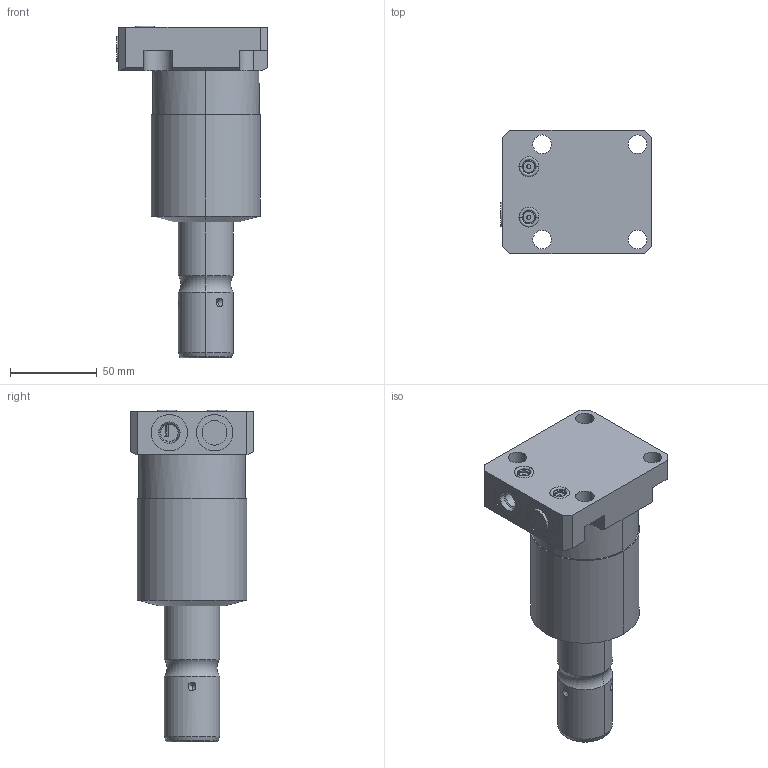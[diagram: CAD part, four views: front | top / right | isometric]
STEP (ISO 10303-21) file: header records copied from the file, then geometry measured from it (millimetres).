
FILE_DESCRIPTION((''),'2;1');
FILE_NAME('ILC14271802','2011-07-23T',('jdw'),(''),'PRO/ENGINEER BY PARAMETRIC TECHNOLOGY CORPORATION, 2007460','PRO/ENGINEER BY PARAMETRIC TECHNOLOGY CORPORATION, 2007460','');
FILE_SCHEMA(('AUTOMOTIVE_DESIGN_CC2 { 1 2 10303 214 -1 1 5 2 }'));
Length unit declared in the file: inch
Products named in the file (1): ILC14271802
Bounding box: 86.77 x 70.87 x 190.55 mm (x, y, z)
Volume: 454325.8 mm3; surface area: 47651 mm2
Topology: 1 solids, 1 shells, 135 faces, 327 edges, 201 vertices
Faces by surface type: plane 55, cylinder 50, cone 18, torus 12
Entity records: 5345 total; most frequent: CARTESIAN_POINT 773, DIRECTION 719, ORIENTED_EDGE 642, PRESENTATION_STYLE_ASSIGNMENT 341, STYLED_ITEM 322, CURVE_STYLE 321, EDGE_CURVE 321, AXIS2_PLACEMENT_3D 275
